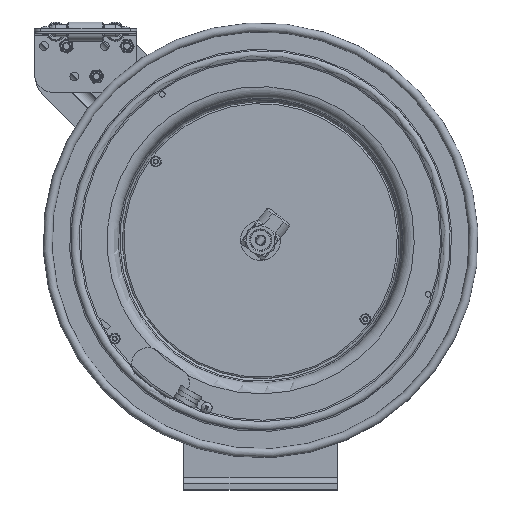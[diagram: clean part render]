
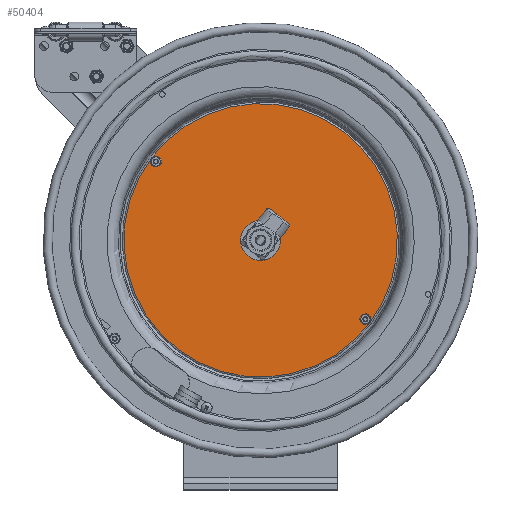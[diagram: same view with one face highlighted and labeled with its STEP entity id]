
A CAD part, top view. The second image highlights one B-rep face of the part: STEP entity #50404.
In plain terms, the highlighted planar face has unit normal (0, 0, 1).
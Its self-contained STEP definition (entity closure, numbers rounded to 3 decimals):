
#1195=FACE_BOUND('',#17157,.T.);
#1196=FACE_BOUND('',#17158,.T.);
#1197=FACE_BOUND('',#17159,.T.);
#1952=PLANE('',#53763);
#15087=FACE_OUTER_BOUND('',#17156,.T.);
#17156=EDGE_LOOP('',(#43237,#43238));
#17157=EDGE_LOOP('',(#43239));
#17158=EDGE_LOOP('',(#43240));
#17159=EDGE_LOOP('',(#43241));
#19181=CIRCLE('',#53758,5.345);
#19182=CIRCLE('',#53759,5.345);
#19186=CIRCLE('',#53764,0.1);
#19187=CIRCLE('',#53765,0.1);
#19188=CIRCLE('',#53766,0.65);
#23648=VERTEX_POINT('',#83928);
#23649=VERTEX_POINT('',#83929);
#23652=VERTEX_POINT('',#83938);
#23653=VERTEX_POINT('',#83940);
#23654=VERTEX_POINT('',#83942);
#31703=EDGE_CURVE('',#23648,#23649,#19181,.T.);
#31704=EDGE_CURVE('',#23649,#23648,#19182,.T.);
#31708=EDGE_CURVE('',#23652,#23652,#19186,.T.);
#31709=EDGE_CURVE('',#23653,#23653,#19187,.T.);
#31710=EDGE_CURVE('',#23654,#23654,#19188,.T.);
#43237=ORIENTED_EDGE('',*,*,#31703,.T.);
#43238=ORIENTED_EDGE('',*,*,#31704,.T.);
#43239=ORIENTED_EDGE('',*,*,#31708,.T.);
#43240=ORIENTED_EDGE('',*,*,#31709,.T.);
#43241=ORIENTED_EDGE('',*,*,#31710,.T.);
#50404=ADVANCED_FACE('',(#15087,#1195,#1196,#1197),#1952,.T.);
#53758=AXIS2_PLACEMENT_3D('',#83930,#62508,#62509);
#53759=AXIS2_PLACEMENT_3D('',#83931,#62510,#62511);
#53763=AXIS2_PLACEMENT_3D('',#83937,#62518,#62519);
#53764=AXIS2_PLACEMENT_3D('',#83939,#62520,#62521);
#53765=AXIS2_PLACEMENT_3D('',#83941,#62522,#62523);
#53766=AXIS2_PLACEMENT_3D('',#83943,#62524,#62525);
#62508=DIRECTION('center_axis',(0.,0.,
1.));
#62509=DIRECTION('ref_axis',(-0.601,-0.799,0.));
#62510=DIRECTION('center_axis',(0.,0.,
1.));
#62511=DIRECTION('ref_axis',(-0.601,-0.799,0.));
#62518=DIRECTION('center_axis',(0.,0.,
1.));
#62519=DIRECTION('ref_axis',(-0.799,0.601,0.));
#62520=DIRECTION('center_axis',(0.,0.,
-1.));
#62521=DIRECTION('ref_axis',(-0.601,-0.799,0.));
#62522=DIRECTION('center_axis',(0.,0.,
-1.));
#62523=DIRECTION('ref_axis',(-0.601,-0.799,0.));
#62524=DIRECTION('center_axis',(0.,0.,
-1.));
#62525=DIRECTION('ref_axis',(0.601,0.799,0.));
#83928=CARTESIAN_POINT('',(1.565,7.805,-18.19));
#83929=CARTESIAN_POINT('',(9.049,8.863,-18.19));
#83930=CARTESIAN_POINT('Origin',(4.778,12.076,-18.19));
#83931=CARTESIAN_POINT('Origin',(4.778,12.076,-18.19));
#83937=CARTESIAN_POINT('Origin',(3.171,9.94,-18.19));
#83938=CARTESIAN_POINT('',(0.622,15.077,-18.19));
#83939=CARTESIAN_POINT('Origin',(0.682,15.157,-18.19));
#83940=CARTESIAN_POINT('',(8.814,8.915,-18.19));
#83941=CARTESIAN_POINT('Origin',(8.874,8.995,-18.19));
#83942=CARTESIAN_POINT('',(4.387,11.557,-18.19));
#83943=CARTESIAN_POINT('Origin',(4.778,12.076,-18.19));
